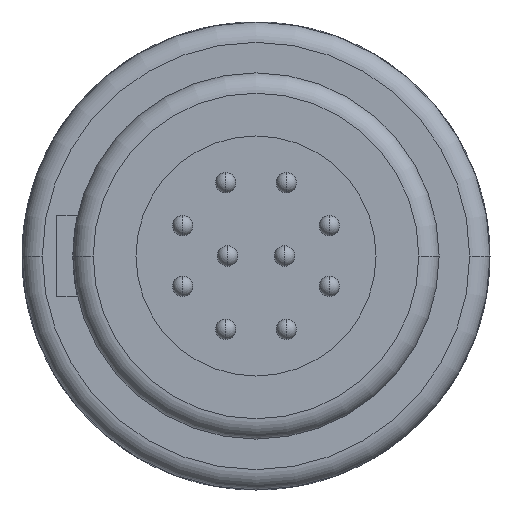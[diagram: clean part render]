
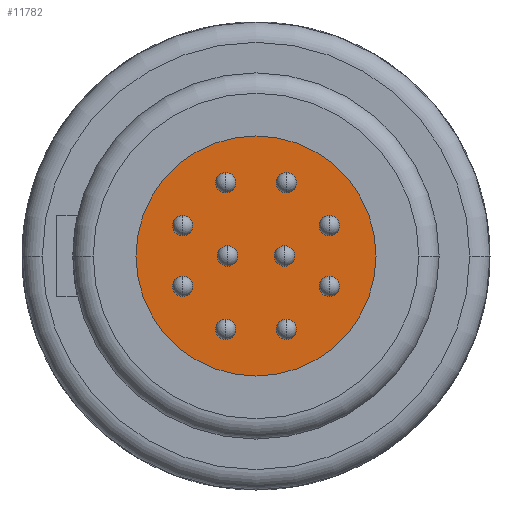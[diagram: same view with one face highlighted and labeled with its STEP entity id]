
A CAD part, left-side view. The second image highlights one B-rep face of the part: STEP entity #11782.
In plain terms, the highlighted planar face has unit normal (-1, 0, 0).
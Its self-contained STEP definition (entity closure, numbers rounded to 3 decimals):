
#3320=CARTESIAN_POINT('',(-3.,0.,0.));
#3321=DIRECTION('',(-1.,0.,0.));
#3322=DIRECTION('',(0.,1.,0.));
#3323=AXIS2_PLACEMENT_3D('',#3320,#3321,#3322);
#3338=CARTESIAN_POINT('',(-3.,0.,0.));
#3339=DIRECTION('',(-1.,0.,0.));
#3340=DIRECTION('',(0.,-1.,0.));
#3341=AXIS2_PLACEMENT_3D('',#3338,#3339,#3340);
#5505=CARTESIAN_POINT('',(-3.,0.746,-1.802));
#5506=DIRECTION('',(-1.,0.,0.));
#5507=DIRECTION('',(0.,0.,1.));
#5508=AXIS2_PLACEMENT_3D('',#5505,#5506,#5507);
#5510=CARTESIAN_POINT('',(-3.,0.746,-1.802));
#5511=DIRECTION('',(-1.,0.,0.));
#5512=DIRECTION('',(0.,0.,-1.));
#5513=AXIS2_PLACEMENT_3D('',#5510,#5511,#5512);
#5515=CARTESIAN_POINT('',(-3.,1.802,-0.746));
#5516=DIRECTION('',(-1.,0.,0.));
#5517=DIRECTION('',(0.,0.,1.));
#5518=AXIS2_PLACEMENT_3D('',#5515,#5516,#5517);
#5520=CARTESIAN_POINT('',(-3.,1.802,-0.746));
#5521=DIRECTION('',(-1.,0.,0.));
#5522=DIRECTION('',(0.,0.,-1.));
#5523=AXIS2_PLACEMENT_3D('',#5520,#5521,#5522);
#5525=CARTESIAN_POINT('',(-3.,-0.746,-1.802));
#5526=DIRECTION('',(-1.,0.,0.));
#5527=DIRECTION('',(0.,0.,1.));
#5528=AXIS2_PLACEMENT_3D('',#5525,#5526,#5527);
#5530=CARTESIAN_POINT('',(-3.,-0.746,-1.802));
#5531=DIRECTION('',(-1.,0.,0.));
#5532=DIRECTION('',(0.,0.,-1.));
#5533=AXIS2_PLACEMENT_3D('',#5530,#5531,#5532);
#5535=CARTESIAN_POINT('',(-3.,-1.802,-0.746));
#5536=DIRECTION('',(-1.,0.,0.));
#5537=DIRECTION('',(0.,0.,1.));
#5538=AXIS2_PLACEMENT_3D('',#5535,#5536,#5537);
#5540=CARTESIAN_POINT('',(-3.,-1.802,-0.746));
#5541=DIRECTION('',(-1.,0.,0.));
#5542=DIRECTION('',(0.,0.,-1.));
#5543=AXIS2_PLACEMENT_3D('',#5540,#5541,#5542);
#5545=CARTESIAN_POINT('',(-3.,-1.802,0.746));
#5546=DIRECTION('',(-1.,0.,0.));
#5547=DIRECTION('',(0.,0.,1.));
#5548=AXIS2_PLACEMENT_3D('',#5545,#5546,#5547);
#5550=CARTESIAN_POINT('',(-3.,-1.802,0.746));
#5551=DIRECTION('',(-1.,0.,0.));
#5552=DIRECTION('',(0.,0.,-1.));
#5553=AXIS2_PLACEMENT_3D('',#5550,#5551,#5552);
#5555=CARTESIAN_POINT('',(-3.,-0.746,1.802));
#5556=DIRECTION('',(-1.,0.,0.));
#5557=DIRECTION('',(0.,0.,1.));
#5558=AXIS2_PLACEMENT_3D('',#5555,#5556,#5557);
#5560=CARTESIAN_POINT('',(-3.,-0.746,1.802));
#5561=DIRECTION('',(-1.,0.,0.));
#5562=DIRECTION('',(0.,0.,-1.));
#5563=AXIS2_PLACEMENT_3D('',#5560,#5561,#5562);
#5565=CARTESIAN_POINT('',(-3.,0.746,1.802));
#5566=DIRECTION('',(-1.,0.,0.));
#5567=DIRECTION('',(0.,0.,1.));
#5568=AXIS2_PLACEMENT_3D('',#5565,#5566,#5567);
#5570=CARTESIAN_POINT('',(-3.,0.746,1.802));
#5571=DIRECTION('',(-1.,0.,0.));
#5572=DIRECTION('',(0.,0.,-1.));
#5573=AXIS2_PLACEMENT_3D('',#5570,#5571,#5572);
#5575=CARTESIAN_POINT('',(-3.,1.802,0.746));
#5576=DIRECTION('',(-1.,0.,0.));
#5577=DIRECTION('',(0.,0.,1.));
#5578=AXIS2_PLACEMENT_3D('',#5575,#5576,#5577);
#5580=CARTESIAN_POINT('',(-3.,1.802,0.746));
#5581=DIRECTION('',(-1.,0.,0.));
#5582=DIRECTION('',(0.,0.,-1.));
#5583=AXIS2_PLACEMENT_3D('',#5580,#5581,#5582);
#5585=CARTESIAN_POINT('',(-3.,0.7,0.));
#5586=DIRECTION('',(-1.,0.,0.));
#5587=DIRECTION('',(0.,0.,1.));
#5588=AXIS2_PLACEMENT_3D('',#5585,#5586,#5587);
#5590=CARTESIAN_POINT('',(-3.,0.7,0.));
#5591=DIRECTION('',(-1.,0.,0.));
#5592=DIRECTION('',(0.,0.,-1.));
#5593=AXIS2_PLACEMENT_3D('',#5590,#5591,#5592);
#5595=CARTESIAN_POINT('',(-3.,-0.7,0.));
#5596=DIRECTION('',(-1.,0.,0.));
#5597=DIRECTION('',(0.,0.,1.));
#5598=AXIS2_PLACEMENT_3D('',#5595,#5596,#5597);
#5600=CARTESIAN_POINT('',(-3.,-0.7,0.));
#5601=DIRECTION('',(-1.,0.,0.));
#5602=DIRECTION('',(0.,0.,-1.));
#5603=AXIS2_PLACEMENT_3D('',#5600,#5601,#5602);
#6318=CARTESIAN_POINT('',(-3.,0.746,-1.552));
#6319=CARTESIAN_POINT('',(-3.,0.746,-2.052));
#6320=VERTEX_POINT('',#6318);
#6321=VERTEX_POINT('',#6319);
#6322=CARTESIAN_POINT('',(-3.,1.802,-0.496));
#6323=CARTESIAN_POINT('',(-3.,1.802,-0.996));
#6324=VERTEX_POINT('',#6322);
#6325=VERTEX_POINT('',#6323);
#6326=CARTESIAN_POINT('',(-3.,-0.746,-1.552));
#6327=CARTESIAN_POINT('',(-3.,-0.746,-2.052));
#6328=VERTEX_POINT('',#6326);
#6329=VERTEX_POINT('',#6327);
#6330=CARTESIAN_POINT('',(-3.,-1.802,-0.496));
#6331=CARTESIAN_POINT('',(-3.,-1.802,-0.996));
#6332=VERTEX_POINT('',#6330);
#6333=VERTEX_POINT('',#6331);
#6334=CARTESIAN_POINT('',(-3.,-1.802,0.996));
#6335=CARTESIAN_POINT('',(-3.,-1.802,0.496));
#6336=VERTEX_POINT('',#6334);
#6337=VERTEX_POINT('',#6335);
#6338=CARTESIAN_POINT('',(-3.,-0.746,2.052));
#6339=CARTESIAN_POINT('',(-3.,-0.746,1.552));
#6340=VERTEX_POINT('',#6338);
#6341=VERTEX_POINT('',#6339);
#6342=CARTESIAN_POINT('',(-3.,0.746,2.052));
#6343=CARTESIAN_POINT('',(-3.,0.746,1.552));
#6344=VERTEX_POINT('',#6342);
#6345=VERTEX_POINT('',#6343);
#6346=CARTESIAN_POINT('',(-3.,1.802,0.996));
#6347=CARTESIAN_POINT('',(-3.,1.802,0.496));
#6348=VERTEX_POINT('',#6346);
#6349=VERTEX_POINT('',#6347);
#6350=CARTESIAN_POINT('',(-3.,0.7,0.25));
#6351=CARTESIAN_POINT('',(-3.,0.7,-0.25));
#6352=VERTEX_POINT('',#6350);
#6353=VERTEX_POINT('',#6351);
#6354=CARTESIAN_POINT('',(-3.,-0.7,0.25));
#6355=CARTESIAN_POINT('',(-3.,-0.7,-0.25));
#6356=VERTEX_POINT('',#6354);
#6357=VERTEX_POINT('',#6355);
#6577=CARTESIAN_POINT('',(-3.,-2.95,0.));
#6578=CARTESIAN_POINT('',(-3.,2.95,0.));
#6579=VERTEX_POINT('',#6577);
#6580=VERTEX_POINT('',#6578);
#11713=CARTESIAN_POINT('',(-3.,0.,0.));
#11714=DIRECTION('',(1.,0.,0.));
#11715=DIRECTION('',(0.,0.,-1.));
#11716=AXIS2_PLACEMENT_3D('',#11713,#11714,#11715);
#11717=PLANE('',#11716);
#11718=ORIENTED_EDGE('',*,*,#8869,.F.);
#11719=ORIENTED_EDGE('',*,*,#8826,.F.);
#11720=EDGE_LOOP('',(#11718,#11719));
#11721=FACE_OUTER_BOUND('',#11720,.F.);
#11723=ORIENTED_EDGE('',*,*,#11722,.T.);
#11725=ORIENTED_EDGE('',*,*,#11724,.T.);
#11726=EDGE_LOOP('',(#11723,#11725));
#11727=FACE_BOUND('',#11726,.F.);
#11729=ORIENTED_EDGE('',*,*,#11728,.T.);
#11731=ORIENTED_EDGE('',*,*,#11730,.T.);
#11732=EDGE_LOOP('',(#11729,#11731));
#11733=FACE_BOUND('',#11732,.F.);
#11735=ORIENTED_EDGE('',*,*,#11734,.T.);
#11737=ORIENTED_EDGE('',*,*,#11736,.T.);
#11738=EDGE_LOOP('',(#11735,#11737));
#11739=FACE_BOUND('',#11738,.F.);
#11741=ORIENTED_EDGE('',*,*,#11740,.T.);
#11743=ORIENTED_EDGE('',*,*,#11742,.T.);
#11744=EDGE_LOOP('',(#11741,#11743));
#11745=FACE_BOUND('',#11744,.F.);
#11747=ORIENTED_EDGE('',*,*,#11746,.T.);
#11749=ORIENTED_EDGE('',*,*,#11748,.T.);
#11750=EDGE_LOOP('',(#11747,#11749));
#11751=FACE_BOUND('',#11750,.F.);
#11753=ORIENTED_EDGE('',*,*,#11752,.T.);
#11755=ORIENTED_EDGE('',*,*,#11754,.T.);
#11756=EDGE_LOOP('',(#11753,#11755));
#11757=FACE_BOUND('',#11756,.F.);
#11759=ORIENTED_EDGE('',*,*,#11758,.T.);
#11761=ORIENTED_EDGE('',*,*,#11760,.T.);
#11762=EDGE_LOOP('',(#11759,#11761));
#11763=FACE_BOUND('',#11762,.F.);
#11765=ORIENTED_EDGE('',*,*,#11764,.T.);
#11767=ORIENTED_EDGE('',*,*,#11766,.T.);
#11768=EDGE_LOOP('',(#11765,#11767));
#11769=FACE_BOUND('',#11768,.F.);
#11771=ORIENTED_EDGE('',*,*,#11770,.T.);
#11773=ORIENTED_EDGE('',*,*,#11772,.T.);
#11774=EDGE_LOOP('',(#11771,#11773));
#11775=FACE_BOUND('',#11774,.F.);
#11777=ORIENTED_EDGE('',*,*,#11776,.T.);
#11779=ORIENTED_EDGE('',*,*,#11778,.T.);
#11780=EDGE_LOOP('',(#11777,#11779));
#11781=FACE_BOUND('',#11780,.F.);
#3324=CIRCLE('',#3323,2.95);
#3342=CIRCLE('',#3341,2.95);
#5509=CIRCLE('',#5508,0.25);
#5514=CIRCLE('',#5513,0.25);
#5519=CIRCLE('',#5518,0.25);
#5524=CIRCLE('',#5523,0.25);
#5529=CIRCLE('',#5528,0.25);
#5534=CIRCLE('',#5533,0.25);
#5539=CIRCLE('',#5538,0.25);
#5544=CIRCLE('',#5543,0.25);
#5549=CIRCLE('',#5548,0.25);
#5554=CIRCLE('',#5553,0.25);
#5559=CIRCLE('',#5558,0.25);
#5564=CIRCLE('',#5563,0.25);
#5569=CIRCLE('',#5568,0.25);
#5574=CIRCLE('',#5573,0.25);
#5579=CIRCLE('',#5578,0.25);
#5584=CIRCLE('',#5583,0.25);
#5589=CIRCLE('',#5588,0.25);
#5594=CIRCLE('',#5593,0.25);
#5599=CIRCLE('',#5598,0.25);
#5604=CIRCLE('',#5603,0.25);
#8826=EDGE_CURVE('',#6580,#6579,#3324,.T.);
#8869=EDGE_CURVE('',#6579,#6580,#3342,.T.);
#11722=EDGE_CURVE('',#6320,#6321,#5509,.T.);
#11724=EDGE_CURVE('',#6321,#6320,#5514,.T.);
#11728=EDGE_CURVE('',#6324,#6325,#5519,.T.);
#11730=EDGE_CURVE('',#6325,#6324,#5524,.T.);
#11734=EDGE_CURVE('',#6328,#6329,#5529,.T.);
#11736=EDGE_CURVE('',#6329,#6328,#5534,.T.);
#11740=EDGE_CURVE('',#6332,#6333,#5539,.T.);
#11742=EDGE_CURVE('',#6333,#6332,#5544,.T.);
#11746=EDGE_CURVE('',#6336,#6337,#5549,.T.);
#11748=EDGE_CURVE('',#6337,#6336,#5554,.T.);
#11752=EDGE_CURVE('',#6340,#6341,#5559,.T.);
#11754=EDGE_CURVE('',#6341,#6340,#5564,.T.);
#11758=EDGE_CURVE('',#6344,#6345,#5569,.T.);
#11760=EDGE_CURVE('',#6345,#6344,#5574,.T.);
#11764=EDGE_CURVE('',#6348,#6349,#5579,.T.);
#11766=EDGE_CURVE('',#6349,#6348,#5584,.T.);
#11770=EDGE_CURVE('',#6352,#6353,#5589,.T.);
#11772=EDGE_CURVE('',#6353,#6352,#5594,.T.);
#11776=EDGE_CURVE('',#6356,#6357,#5599,.T.);
#11778=EDGE_CURVE('',#6357,#6356,#5604,.T.);
#11782=ADVANCED_FACE('',(#11721,#11727,#11733,#11739,#11745,#11751,#11757,
#11763,#11769,#11775,#11781),#11717,.F.);
